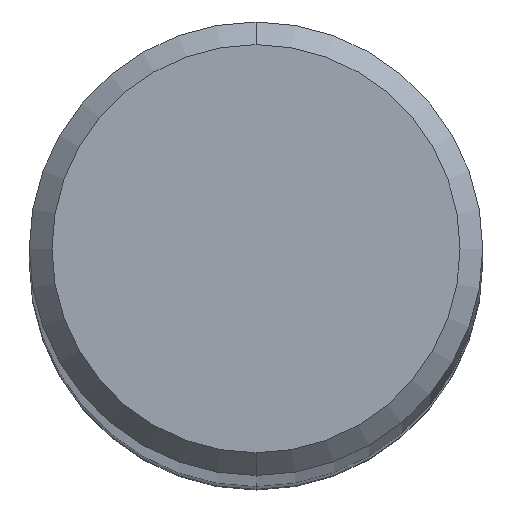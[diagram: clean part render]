
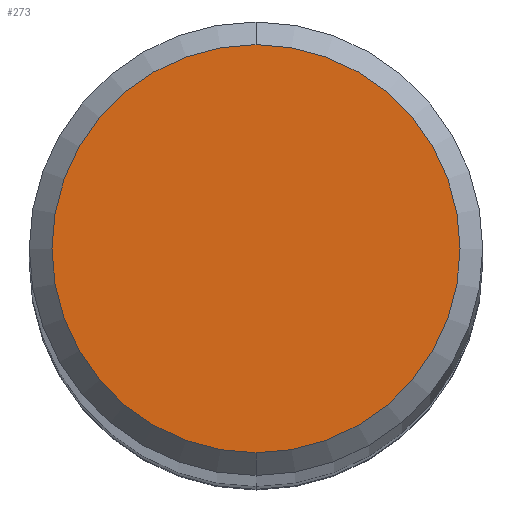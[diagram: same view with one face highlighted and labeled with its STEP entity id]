
A CAD part, top view. The second image highlights one B-rep face of the part: STEP entity #273.
In plain terms, the highlighted planar face has unit normal (0, 0, 1).
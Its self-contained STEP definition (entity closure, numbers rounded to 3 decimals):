
#273=ADVANCED_FACE('',(#666),#667,.T.);
#305=VERTEX_POINT('',#701);
#373=EDGE_CURVE('',#563,#305,#775,.T.);
#507=EDGE_CURVE('',#305,#563,#926,.T.);
#563=VERTEX_POINT('',#990);
#666=FACE_OUTER_BOUND('',#1166,.T.);
#667=PLANE('',#1167);
#701=CARTESIAN_POINT('',(0.0,3.6,0.0));
#775=CIRCLE('',#1410,3.6);
#926=CIRCLE('',#1645,3.6);
#990=CARTESIAN_POINT('',(0.,-3.6,0.0));
#1166=EDGE_LOOP('',(#1855,#1856));
#1167=AXIS2_PLACEMENT_3D('',#1857,#1858,#1859);
#1410=AXIS2_PLACEMENT_3D('',#1957,#1958,#1959);
#1645=AXIS2_PLACEMENT_3D('',#2149,#2150,#2151);
#1855=ORIENTED_EDGE('',*,*,#507,.F.);
#1856=ORIENTED_EDGE('',*,*,#373,.F.);
#1857=CARTESIAN_POINT('',(0.0,1.8,0.0));
#1858=DIRECTION('',(-0.0,0.0,1.0));
#1859=DIRECTION('',(0.0,-1.0,0.0));
#1957=CARTESIAN_POINT('',(0.0,0.0,0.0));
#1958=DIRECTION('',(0.0,0.0,-1.0));
#1959=DIRECTION('',(0.0,1.0,0.0));
#2149=CARTESIAN_POINT('',(0.0,0.0,0.0));
#2150=DIRECTION('',(0.0,0.0,-1.0));
#2151=DIRECTION('',(0.0,1.0,0.0));
